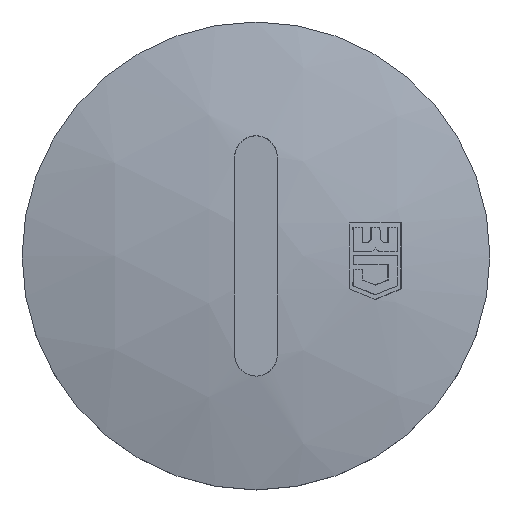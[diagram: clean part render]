
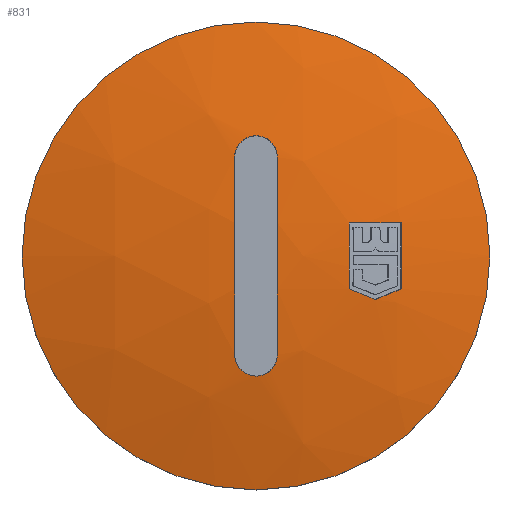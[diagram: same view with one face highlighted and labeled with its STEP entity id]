
A CAD part, top view. The second image highlights one B-rep face of the part: STEP entity #831.
In plain terms, the highlighted spherical face has radius 41.083 mm.
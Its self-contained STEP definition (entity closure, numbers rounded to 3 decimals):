
#24=B_SPLINE_CURVE_WITH_KNOTS('',3,(#1488,#1489,#1490,#1491,#1492,#1493,
#1494,#1495,#1496,#1497,#1498,#1499,#1500,#1501,#1502,#1503,#1504,#1505),
 .UNSPECIFIED.,.F.,.F.,(4,2,2,2,2,2,2,2,4),(0.302,0.34,
0.378,0.416,0.453,0.491,
0.529,0.567,0.605),.UNSPECIFIED.);
#25=B_SPLINE_CURVE_WITH_KNOTS('',3,(#1509,#1510,#1511,#1512,#1513,#1514,
#1515,#1516,#1517,#1518,#1519,#1520,#1521,#1522,#1523,#1524,#1525,#1526),
 .UNSPECIFIED.,.F.,.F.,(4,2,2,2,2,2,2,2,4),(-0.302,-0.264,
-0.226,-0.189,-0.151,-0.114,
-0.076,-0.038,0.),.UNSPECIFIED.);
#28=FACE_BOUND('',#129,.T.);
#29=FACE_BOUND('',#130,.T.);
#38=SPHERICAL_SURFACE('',#951,41.083);
#76=FACE_OUTER_BOUND('',#128,.T.);
#128=EDGE_LOOP('',(#695));
#129=EDGE_LOOP('',(#696,#697,#698,#699));
#130=EDGE_LOOP('',(#700,#701,#702,#703,#704));
#276=CIRCLE('',#899,40.753);
#279=CIRCLE('',#905,39.886);
#282=CIRCLE('',#914,41.059);
#289=CIRCLE('',#931,40.408);
#291=CIRCLE('',#936,41.054);
#298=CIRCLE('',#952,11.);
#299=CIRCLE('',#953,41.071);
#300=CIRCLE('',#954,41.071);
#355=VERTEX_POINT('',#1379);
#356=VERTEX_POINT('',#1381);
#361=VERTEX_POINT('',#1397);
#364=VERTEX_POINT('',#1417);
#373=VERTEX_POINT('',#1454);
#377=VERTEX_POINT('',#1484);
#378=VERTEX_POINT('',#1486);
#379=VERTEX_POINT('',#1487);
#380=VERTEX_POINT('',#1506);
#381=VERTEX_POINT('',#1508);
#443=EDGE_CURVE('',#355,#356,#276,.T.);
#452=EDGE_CURVE('',#361,#355,#279,.T.);
#462=EDGE_CURVE('',#356,#364,#282,.T.);
#480=EDGE_CURVE('',#364,#373,#289,.T.);
#485=EDGE_CURVE('',#373,#361,#291,.T.);
#494=EDGE_CURVE('',#377,#377,#298,.T.);
#495=EDGE_CURVE('',#378,#379,#24,.F.);
#496=EDGE_CURVE('',#379,#380,#299,.T.);
#497=EDGE_CURVE('',#380,#381,#25,.T.);
#498=EDGE_CURVE('',#381,#378,#300,.T.);
#695=ORIENTED_EDGE('',*,*,#494,.F.);
#696=ORIENTED_EDGE('',*,*,#495,.T.);
#697=ORIENTED_EDGE('',*,*,#496,.T.);
#698=ORIENTED_EDGE('',*,*,#497,.T.);
#699=ORIENTED_EDGE('',*,*,#498,.T.);
#700=ORIENTED_EDGE('',*,*,#480,.F.);
#701=ORIENTED_EDGE('',*,*,#462,.F.);
#702=ORIENTED_EDGE('',*,*,#443,.F.);
#703=ORIENTED_EDGE('',*,*,#452,.F.);
#704=ORIENTED_EDGE('',*,*,#485,.F.);
#831=ADVANCED_FACE('',(#76,#28,#29),#38,.T.);
#899=AXIS2_PLACEMENT_3D('',#1382,#1087,#1088);
#905=AXIS2_PLACEMENT_3D('',#1399,#1105,#1106);
#914=AXIS2_PLACEMENT_3D('',#1418,#1130,#1131);
#931=AXIS2_PLACEMENT_3D('',#1455,#1175,#1176);
#936=AXIS2_PLACEMENT_3D('',#1464,#1188,#1189);
#951=AXIS2_PLACEMENT_3D('',#1483,#1220,#1221);
#952=AXIS2_PLACEMENT_3D('',#1485,#1222,#1223);
#953=AXIS2_PLACEMENT_3D('',#1507,#1224,#1225);
#954=AXIS2_PLACEMENT_3D('',#1527,#1226,#1227);
#1087=DIRECTION('center_axis',(0.36,0.924,-0.131));
#1088=DIRECTION('ref_axis',(-0.932,0.363,0.));
#1105=DIRECTION('center_axis',(0.94,0.,-0.342));
#1106=DIRECTION('ref_axis',(-0.342,0.,-0.94));
#1130=DIRECTION('center_axis',(-0.36,0.924,0.131));
#1131=DIRECTION('ref_axis',(0.179,-0.069,0.981));
#1175=DIRECTION('center_axis',(-0.94,0.,0.342));
#1176=DIRECTION('ref_axis',(0.342,0.,0.94));
#1188=DIRECTION('center_axis',(0.,-1.,0.));
#1189=DIRECTION('ref_axis',(1.,0.,0.));
#1220=DIRECTION('center_axis',(1.,0.,0.));
#1221=DIRECTION('ref_axis',(0.,1.,0.));
#1222=DIRECTION('center_axis',(0.,0.,-1.));
#1223=DIRECTION('ref_axis',(0.,1.,0.));
#1224=DIRECTION('center_axis',(1.,0.,0.));
#1225=DIRECTION('ref_axis',(0.,0.,1.));
#1226=DIRECTION('center_axis',(-1.,0.,0.));
#1227=DIRECTION('ref_axis',(0.,0.,-1.));
#1379=CARTESIAN_POINT('',(4.379,-1.549,9.737));
#1381=CARTESIAN_POINT('',(5.609,-2.052,9.564));
#1382=CARTESIAN_POINT('Origin',(-1.87,-4.803,-30.403));
#1397=CARTESIAN_POINT('',(4.379,1.548,9.737));
#1399=CARTESIAN_POINT('Origin',(-9.252,0.,
-27.716));
#1417=CARTESIAN_POINT('',(6.841,-1.549,9.397));
#1418=CARTESIAN_POINT('Origin',(-0.506,1.3,-30.899));
#1454=CARTESIAN_POINT('',(6.841,1.548,9.397));
#1455=CARTESIAN_POINT('Origin',(-6.969,0.,-28.547));
#1464=CARTESIAN_POINT('Origin',(0.,1.548,-31.083));
#1483=CARTESIAN_POINT('Origin',(0.,0.,-31.083));
#1484=CARTESIAN_POINT('',(0.,11.,8.5));
#1485=CARTESIAN_POINT('Origin',(0.,0.,8.5));
#1486=CARTESIAN_POINT('',(-1.,4.65,9.724));
#1487=CARTESIAN_POINT('',(1.,4.65,9.724));
#1488=CARTESIAN_POINT('Ctrl Pts',(1.,4.65,9.724));
#1489=CARTESIAN_POINT('Ctrl Pts',(1.,4.776,9.709));
#1490=CARTESIAN_POINT('Ctrl Pts',(0.975,4.91,9.694));
#1491=CARTESIAN_POINT('Ctrl Pts',(0.873,5.156,9.666));
#1492=CARTESIAN_POINT('Ctrl Pts',(0.795,5.269,9.653));
#1493=CARTESIAN_POINT('Ctrl Pts',(0.618,5.446,9.633));
#1494=CARTESIAN_POINT('Ctrl Pts',(0.505,5.523,9.624));
#1495=CARTESIAN_POINT('Ctrl Pts',(0.259,5.625,9.613));
#1496=CARTESIAN_POINT('Ctrl Pts',(0.126,5.65,9.61));
#1497=CARTESIAN_POINT('Ctrl Pts',(-0.126,5.65,9.61));
#1498=CARTESIAN_POINT('Ctrl Pts',(-0.259,5.625,9.613));
#1499=CARTESIAN_POINT('Ctrl Pts',(-0.505,5.523,9.624));
#1500=CARTESIAN_POINT('Ctrl Pts',(-0.618,5.446,9.633));
#1501=CARTESIAN_POINT('Ctrl Pts',(-0.795,5.269,9.653));
#1502=CARTESIAN_POINT('Ctrl Pts',(-0.873,5.156,9.666));
#1503=CARTESIAN_POINT('Ctrl Pts',(-0.975,4.91,9.694));
#1504=CARTESIAN_POINT('Ctrl Pts',(-1.,4.776,9.709));
#1505=CARTESIAN_POINT('Ctrl Pts',(-1.,4.65,9.724));
#1506=CARTESIAN_POINT('',(1.,-4.65,9.724));
#1507=CARTESIAN_POINT('Origin',(1.,0.,-31.083));
#1508=CARTESIAN_POINT('',(-1.,-4.65,9.724));
#1509=CARTESIAN_POINT('Ctrl Pts',(1.,-4.65,9.724));
#1510=CARTESIAN_POINT('Ctrl Pts',(1.,-4.776,9.709));
#1511=CARTESIAN_POINT('Ctrl Pts',(0.975,-4.91,9.694));
#1512=CARTESIAN_POINT('Ctrl Pts',(0.873,-5.156,9.666));
#1513=CARTESIAN_POINT('Ctrl Pts',(0.795,-5.269,9.653));
#1514=CARTESIAN_POINT('Ctrl Pts',(0.618,-5.446,9.633));
#1515=CARTESIAN_POINT('Ctrl Pts',(0.505,-5.523,9.624));
#1516=CARTESIAN_POINT('Ctrl Pts',(0.259,-5.625,9.613));
#1517=CARTESIAN_POINT('Ctrl Pts',(0.126,-5.65,9.61));
#1518=CARTESIAN_POINT('Ctrl Pts',(-0.126,-5.65,9.61));
#1519=CARTESIAN_POINT('Ctrl Pts',(-0.259,-5.625,
9.613));
#1520=CARTESIAN_POINT('Ctrl Pts',(-0.505,-5.523,
9.624));
#1521=CARTESIAN_POINT('Ctrl Pts',(-0.618,-5.446,
9.633));
#1522=CARTESIAN_POINT('Ctrl Pts',(-0.795,-5.269,
9.653));
#1523=CARTESIAN_POINT('Ctrl Pts',(-0.873,-5.156,
9.666));
#1524=CARTESIAN_POINT('Ctrl Pts',(-0.975,-4.91,
9.694));
#1525=CARTESIAN_POINT('Ctrl Pts',(-1.,-4.776,9.709));
#1526=CARTESIAN_POINT('Ctrl Pts',(-1.,-4.65,9.724));
#1527=CARTESIAN_POINT('Origin',(-1.,0.,-31.083));
